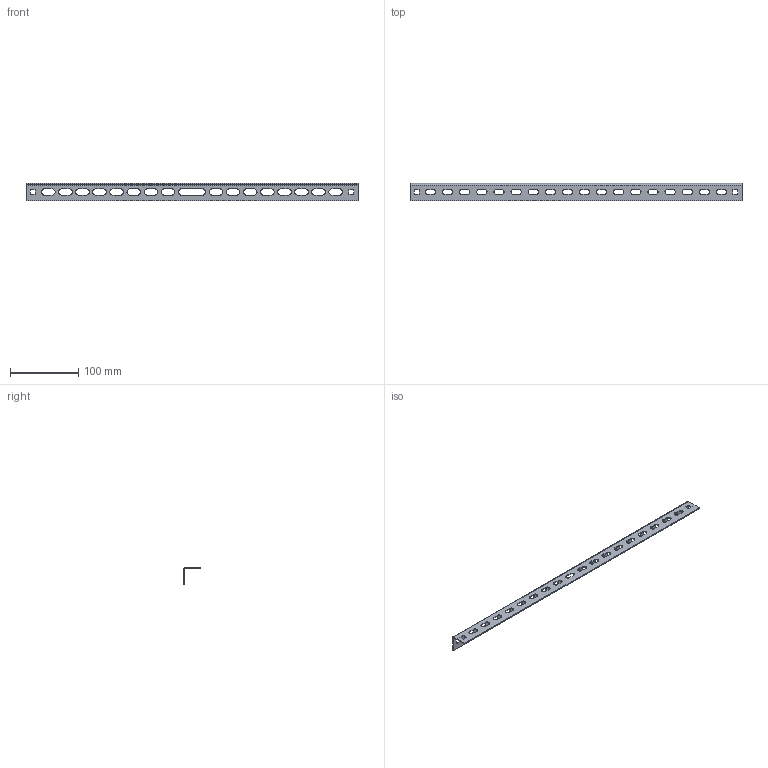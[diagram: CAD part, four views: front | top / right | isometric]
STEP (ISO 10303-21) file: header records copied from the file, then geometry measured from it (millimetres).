
FILE_DESCRIPTION (( 'STEP AP214' ), '1' );
FILE_NAME ('YKV-UO-600 Óãîëîê äëÿ îáîðóäîâàíèÿ 600 SMART (êîìï. 2øò.).STEP', '2020-02-20T08:11:45', ( '' ), ( '' ), 'SwSTEP 2.0', 'SolidWorks 2017', '' );
FILE_SCHEMA (( 'AUTOMOTIVE_DESIGN' ));
Length unit declared in the file: millimetre
Products named in the file (1): YKV-UO-600 Óãîëîê äëÿ îáîðóäîâàíèÿ 600 SMART (êîìï. 2øò.)
Bounding box: 485 x 25 x 25 mm (x, y, z)
Volume: 27475.5 mm3; surface area: 40768 mm2
Topology: 1 solids, 1 shells, 188 faces, 550 edges, 364 vertices
Faces by surface type: plane 98, cylinder 90
Entity records: 6460 total; most frequent: DIRECTION 1108, CARTESIAN_POINT 1103, ORIENTED_EDGE 1100, EDGE_CURVE 550, VECTOR 370, LINE 370, AXIS2_PLACEMENT_3D 369, VERTEX_POINT 364
